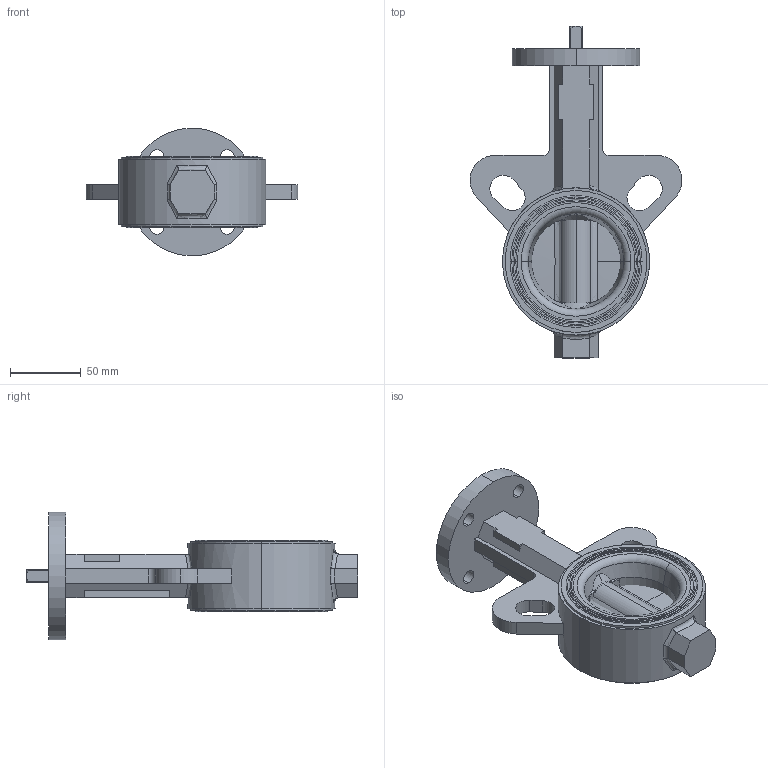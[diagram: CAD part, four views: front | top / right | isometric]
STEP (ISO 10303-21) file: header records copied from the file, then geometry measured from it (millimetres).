
FILE_DESCRIPTION (( 'STEP AP214' ), '1' );
FILE_NAME ('NS-0250-WAFER.step', '2019-03-07T20:47:46', ( '' ), ( '' ), 'SwSTEP 2.0', 'SolidWorks 2019', '' );
FILE_SCHEMA (( 'AUTOMOTIVE_DESIGN' ));
Length unit declared in the file: inch
Products named in the file (1): NS-0250-WAFER
Bounding box: 149.42 x 234 x 90 mm (x, y, z)
Surface area: 83348 mm2 (no closed solid volume)
Topology: 0 solids, 6 shells, 178 faces, 502 edges, 334 vertices
Faces by surface type: plane 58, cylinder 56, bspline 28, torus 18, cone 18
Entity records: 11542 total; most frequent: CARTESIAN_POINT 4807, ORIENTED_EDGE 928, DIRECTION 864, EDGE_CURVE 502, AXIS2_PLACEMENT_3D 341, VERTEX_POINT 334, EDGE_LOOP 208, CIRCLE 190
